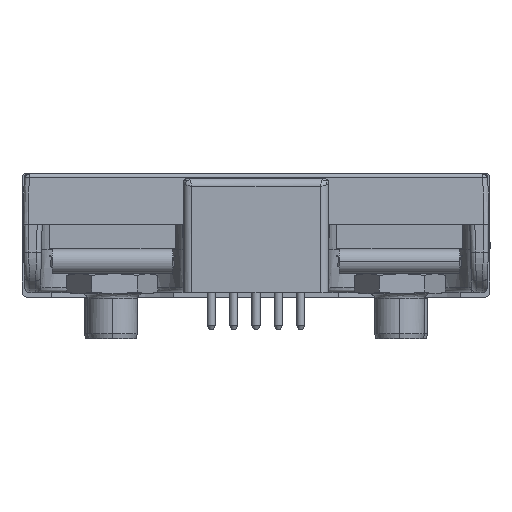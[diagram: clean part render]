
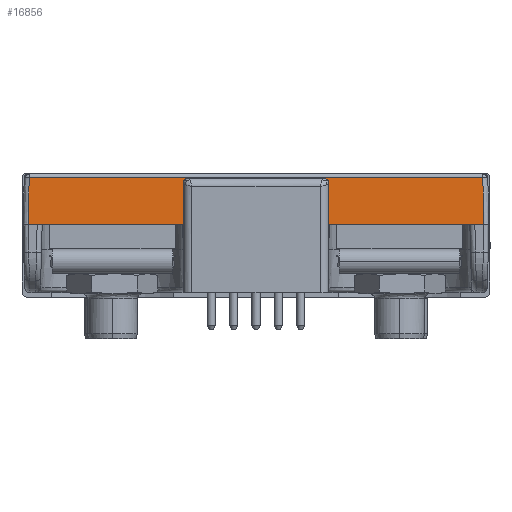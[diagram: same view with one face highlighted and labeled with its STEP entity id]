
A CAD part, left-side view. The second image highlights one B-rep face of the part: STEP entity #16856.
In plain terms, the highlighted planar face has unit normal (-1, 0, 0.026).
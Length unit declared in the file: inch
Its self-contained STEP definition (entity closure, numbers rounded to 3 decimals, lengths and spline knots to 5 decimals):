
#3626 = CARTESIAN_POINT ( 'NONE',  ( -8.73427, 2.69998, -0.03441 ) ) ;
#3914 = VECTOR ( 'NONE', #78692, 39.37008 ) ;
#5631 = VERTEX_POINT ( 'NONE', #40236 ) ;
#6289 = CARTESIAN_POINT ( 'NONE',  ( -8.73754, 2.01873, -0.15911 ) ) ;
#6530 = ORIENTED_EDGE ( 'NONE', *, *, #35970, .F. ) ;
#7284 = VERTEX_POINT ( 'NONE', #78504 ) ;
#7994 = CARTESIAN_POINT ( 'NONE',  ( -8.7379, 2.69998, -0.17277 ) ) ;
#9530 = VECTOR ( 'NONE', #44054, 39.37008 ) ;
#10910 = ORIENTED_EDGE ( 'NONE', *, *, #90235, .F. ) ;
#11191 = CARTESIAN_POINT ( 'NONE',  ( -8.73427, 3.37797, -0.03441 ) ) ;
#11495 = CARTESIAN_POINT ( 'NONE',  ( -8.73548, 3.37918, -0.08053 ) ) ;
#13122 = CARTESIAN_POINT ( 'NONE',  ( -8.73701, 2.01926, -0.13881 ) ) ;
#13422 = CARTESIAN_POINT ( 'NONE',  ( -8.73789, 2.01837, -0.17269 ) ) ;
#13884 = DIRECTION ( 'NONE',  ( 0., 1., 0. ) ) ;
#14349 = CARTESIAN_POINT ( 'NONE',  ( -8.73785, 2.01842, -0.1709 ) ) ;
#15087 = LINE ( 'NONE', #7994, #3914 ) ;
#16856 = ADVANCED_FACE ( 'NONE', ( #76893 ), #47987, .F. ) ;
#19625 = CARTESIAN_POINT ( 'NONE',  ( -8.73427, 2.02199, -0.03441 ) ) ;
#20523 = CARTESIAN_POINT ( 'NONE',  ( -8.73427, 2.02199, -0.03441 ) ) ;
#20857 = CARTESIAN_POINT ( 'NONE',  ( -8.73787, 2.0184, -0.1718 ) ) ;
#21064 = EDGE_CURVE ( 'NONE', #58230, #77249, #69567, .T. ) ;
#21167 = CARTESIAN_POINT ( 'NONE',  ( -8.7367, 2.01956, -0.12721 ) ) ;
#24836 = CARTESIAN_POINT ( 'NONE',  ( -8.73669, 3.38039, -0.12665 ) ) ;
#26027 = VECTOR ( 'NONE', #76781, 39.37008 ) ;
#26633 = ORIENTED_EDGE ( 'NONE', *, *, #32739, .F. ) ;
#27398 = CARTESIAN_POINT ( 'NONE',  ( -8.73746, 2.0188, -0.15621 ) ) ;
#27707 = CARTESIAN_POINT ( 'NONE',  ( -8.73716, 2.01911, -0.14461 ) ) ;
#28994 = VERTEX_POINT ( 'NONE', #20523 ) ;
#32739 = EDGE_CURVE ( 'NONE', #77249, #5631, #15087, .T. ) ;
#33457 = CARTESIAN_POINT ( 'NONE',  ( -8.7379, 2.69998, -0.17277 ) ) ;
#34144 = VERTEX_POINT ( 'NONE', #79781 ) ;
#34245 = DIRECTION ( 'NONE',  ( -0.026, 0., -1. ) ) ;
#34598 = CARTESIAN_POINT ( 'NONE',  ( -8.73786, 2.01841, -0.17144 ) ) ;
#35504 = CARTESIAN_POINT ( 'NONE',  ( -8.73785, 2.01842, -0.17108 ) ) ;
#35970 = EDGE_CURVE ( 'NONE', #5631, #7284, #37095, .T. ) ;
#37095 = LINE ( 'NONE', #70300, #70588 ) ;
#38859 = CARTESIAN_POINT ( 'NONE',  ( -8.7379, 3.38159, -0.17277 ) ) ;
#40236 = CARTESIAN_POINT ( 'NONE',  ( -8.7379, 2.49565, -0.17277 ) ) ;
#42047 = CARTESIAN_POINT ( 'NONE',  ( -8.73781, 2.01845, -0.16963 ) ) ;
#42653 = CARTESIAN_POINT ( 'NONE',  ( -8.73786, 2.01841, -0.17126 ) ) ;
#43569 = EDGE_CURVE ( 'NONE', #28994, #55036, #78057, .T. ) ;
#44054 = DIRECTION ( 'NONE',  ( 0., -1., 0. ) ) ;
#45556 = EDGE_CURVE ( 'NONE', #77210, #34144, #71913, .T. ) ;
#45840 = ORIENTED_EDGE ( 'NONE', *, *, #45556, .T. ) ;
#46819 = EDGE_LOOP ( 'NONE', ( #6530, #26633, #91444, #85806, #76722, #55757, #45840, #10910 ) ) ;
#47115 = CARTESIAN_POINT ( 'NONE',  ( -8.73488, 2.02139, -0.05761 ) ) ;
#47987 = PLANE ( 'NONE',  #54731 ) ;
#48949 = CARTESIAN_POINT ( 'NONE',  ( -8.73788, 2.01839, -0.17216 ) ) ;
#49852 = CARTESIAN_POINT ( 'NONE',  ( -8.73549, 2.02078, -0.08081 ) ) ;
#50027 = DIRECTION ( 'NONE',  ( 0., 1., 0. ) ) ;
#50891 = EDGE_CURVE ( 'NONE', #28994, #58230, #72231, .T. ) ;
#52281 = CARTESIAN_POINT ( 'NONE',  ( -8.7379, 2.69998, -0.17277 ) ) ;
#52515 = CARTESIAN_POINT ( 'NONE',  ( -8.7379, 3.38159, -0.17277 ) ) ;
#53210 = LINE ( 'NONE', #52281, #69961 ) ;
#53781 = EDGE_CURVE ( 'NONE', #55036, #77210, #69676, .T. ) ;
#54731 = AXIS2_PLACEMENT_3D ( 'NONE', #69805, #76950, #34245 ) ;
#55036 = VERTEX_POINT ( 'NONE', #62546 ) ;
#55757 = ORIENTED_EDGE ( 'NONE', *, *, #53781, .T. ) ;
#56104 = CARTESIAN_POINT ( 'NONE',  ( -8.73777, 2.0185, -0.16781 ) ) ;
#56409 = CARTESIAN_POINT ( 'NONE',  ( -8.7379, 2.01837, -0.17277 ) ) ;
#56728 = CARTESIAN_POINT ( 'NONE',  ( -8.73784, 2.01842, -0.17071 ) ) ;
#58230 = VERTEX_POINT ( 'NONE', #67671 ) ;
#62546 = CARTESIAN_POINT ( 'NONE',  ( -8.73427, 3.37797, -0.03441 ) ) ;
#62946 = CARTESIAN_POINT ( 'NONE',  ( -8.73782, 2.01844, -0.16999 ) ) ;
#63241 = CARTESIAN_POINT ( 'NONE',  ( -8.73789, 2.01838, -0.17253 ) ) ;
#67671 = CARTESIAN_POINT ( 'NONE',  ( -8.7379, 2.01837, -0.17277 ) ) ;
#69567 = LINE ( 'NONE', #33457, #26027 ) ;
#69676 = B_SPLINE_CURVE_WITH_KNOTS ( 'NONE', 3,
 ( #11191, #11495, #24836, #38859 ),
 .UNSPECIFIED., .F., .F.,
 ( 4, 4 ),
 ( 0., 1. ),
 .UNSPECIFIED. ) ;
#69805 = CARTESIAN_POINT ( 'NONE',  ( -8.73427, 2.01837, -0.03441 ) ) ;
#69961 = VECTOR ( 'NONE', #50027, 39.37008 ) ;
#70143 = CARTESIAN_POINT ( 'NONE',  ( -8.73773, 2.01854, -0.16636 ) ) ;
#70300 = CARTESIAN_POINT ( 'NONE',  ( -8.7379, 2.69998, -0.17277 ) ) ;
#70450 = CARTESIAN_POINT ( 'NONE',  ( -8.73783, 2.01843, -0.17035 ) ) ;
#70588 = VECTOR ( 'NONE', #13884, 39.37008 ) ;
#70753 = CARTESIAN_POINT ( 'NONE',  ( -8.7378, 2.01846, -0.16926 ) ) ;
#71062 = CARTESIAN_POINT ( 'NONE',  ( -8.73731, 2.01896, -0.15041 ) ) ;
#71913 = LINE ( 'NONE', #72772, #9530 ) ;
#72231 = B_SPLINE_CURVE_WITH_KNOTS ( 'NONE', 3,
 ( #19625, #47115, #49852, #85375, #91633, #21167, #13122, #27707, #71062, #27398, #6289, #85070, #91931, #70143, #56104, #70753, #42047, #62946, #70450, #77309, #56728, #14349, #35504, #42653, #34598, #20857, #48949, #63241, #84453, #13422, #56409 ),
 .UNSPECIFIED., .F., .F.,
 ( 4, 3, 3, 3, 3, 3, 3, 3, 3, 3, 4 ),
 ( 0., 0.50305, 0.75457, 0.88033, 0.94321, 0.97465, 0.98251, 0.98644, 0.99037, 0.99823, 1. ),
 .UNSPECIFIED. ) ;
#72772 = CARTESIAN_POINT ( 'NONE',  ( -8.7379, 3.36795, -0.17277 ) ) ;
#74063 = DIRECTION ( 'NONE',  ( 0., 1., 0. ) ) ;
#76722 = ORIENTED_EDGE ( 'NONE', *, *, #43569, .T. ) ;
#76781 = DIRECTION ( 'NONE',  ( 0., 1., 0. ) ) ;
#76893 = FACE_OUTER_BOUND ( 'NONE', #46819, .T. ) ;
#76950 = DIRECTION ( 'NONE',  ( 1., 0., -0.026 ) ) ;
#77210 = VERTEX_POINT ( 'NONE', #52515 ) ;
#77249 = VERTEX_POINT ( 'NONE', #85172 ) ;
#77309 = CARTESIAN_POINT ( 'NONE',  ( -8.73784, 2.01843, -0.17053 ) ) ;
#78057 = LINE ( 'NONE', #3626, #80287 ) ;
#78504 = CARTESIAN_POINT ( 'NONE',  ( -8.7379, 2.90431, -0.17277 ) ) ;
#78692 = DIRECTION ( 'NONE',  ( 0., 1., 0. ) ) ;
#79781 = CARTESIAN_POINT ( 'NONE',  ( -8.7379, 3.3543, -0.17277 ) ) ;
#80287 = VECTOR ( 'NONE', #74063, 39.37008 ) ;
#84453 = CARTESIAN_POINT ( 'NONE',  ( -8.73789, 2.01838, -0.17261 ) ) ;
#85070 = CARTESIAN_POINT ( 'NONE',  ( -8.73761, 2.01865, -0.16201 ) ) ;
#85172 = CARTESIAN_POINT ( 'NONE',  ( -8.7379, 2.04566, -0.17277 ) ) ;
#85375 = CARTESIAN_POINT ( 'NONE',  ( -8.73609, 2.02017, -0.10401 ) ) ;
#85806 = ORIENTED_EDGE ( 'NONE', *, *, #50891, .F. ) ;
#90235 = EDGE_CURVE ( 'NONE', #7284, #34144, #53210, .T. ) ;
#91444 = ORIENTED_EDGE ( 'NONE', *, *, #21064, .F. ) ;
#91633 = CARTESIAN_POINT ( 'NONE',  ( -8.7364, 2.01987, -0.11561 ) ) ;
#91931 = CARTESIAN_POINT ( 'NONE',  ( -8.73769, 2.01858, -0.16491 ) ) ;
